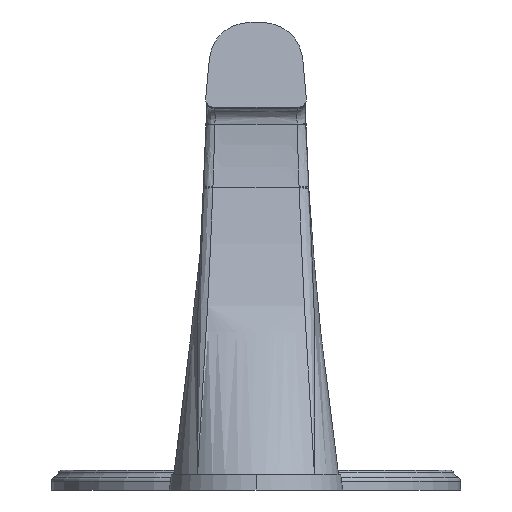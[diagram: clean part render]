
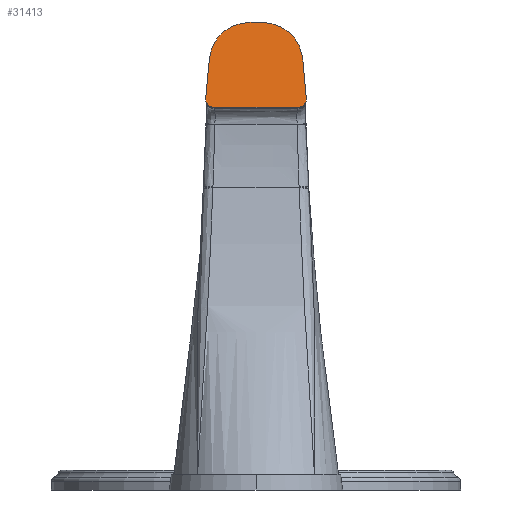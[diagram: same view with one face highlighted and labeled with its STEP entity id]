
A CAD part, front view. The second image highlights one B-rep face of the part: STEP entity #31413.
In plain terms, the highlighted planar face has unit normal (0, -0.985, 0.174).
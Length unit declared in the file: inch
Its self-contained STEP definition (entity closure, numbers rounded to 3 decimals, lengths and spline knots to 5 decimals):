
#30202=CARTESIAN_POINT('',(0.79793,-8.62768,
6.20833));
#30203=CARTESIAN_POINT('',(0.79196,-8.61571,
6.27621));
#30204=CARTESIAN_POINT('',(0.77996,-8.59267,
6.40689));
#30205=CARTESIAN_POINT('',(0.76368,-8.56127,
6.58497));
#30206=CARTESIAN_POINT('',(0.75422,-8.54144,
6.69743));
#30207=CARTESIAN_POINT('',(0.75,-8.53188,6.75164));
#30217=CARTESIAN_POINT('',(-0.75,-8.53188,6.75164));
#30218=CARTESIAN_POINT('',(-0.74806,-8.52578,
6.78626));
#30219=CARTESIAN_POINT('',(-0.74132,-8.51431,6.85131));
#30220=CARTESIAN_POINT('',(-0.72442,-8.49947,
6.93547));
#30221=CARTESIAN_POINT('',(-0.70191,-8.48648,
7.00912));
#30222=CARTESIAN_POINT('',(-0.67473,-8.4751,
7.07365));
#30223=CARTESIAN_POINT('',(-0.64301,-8.46495,
7.13122));
#30224=CARTESIAN_POINT('',(-0.60716,-8.45592,
7.18243));
#30225=CARTESIAN_POINT('',(-0.56672,-8.44778,
7.22862));
#30226=CARTESIAN_POINT('',(-0.52173,-8.44048,
7.26999));
#30227=CARTESIAN_POINT('',(-0.47116,-8.4339,
7.30733));
#30228=CARTESIAN_POINT('',(-0.4145,-8.42805,
7.34053));
#30229=CARTESIAN_POINT('',(-0.35042,-8.42292,
7.36963));
#30230=CARTESIAN_POINT('',(-0.27892,-8.41866,
7.39379));
#30231=CARTESIAN_POINT('',(-0.19759,-8.41529,
7.41289));
#30232=CARTESIAN_POINT('',(-0.10284,-8.41301,
7.42579));
#30233=CARTESIAN_POINT('',(0.,-8.41224,
7.43014));
#30234=CARTESIAN_POINT('',(0.10285,-8.41301,
7.42579));
#30235=CARTESIAN_POINT('',(0.1976,-8.41529,
7.41289));
#30236=CARTESIAN_POINT('',(0.27892,-8.41865,
7.39379));
#30237=CARTESIAN_POINT('',(0.35043,-8.42292,
7.36963));
#30238=CARTESIAN_POINT('',(0.4145,-8.42805,
7.34053));
#30239=CARTESIAN_POINT('',(0.47116,-8.4339,
7.30733));
#30240=CARTESIAN_POINT('',(0.52173,-8.44048,
7.26999));
#30241=CARTESIAN_POINT('',(0.56672,-8.44778,
7.22863));
#30242=CARTESIAN_POINT('',(0.60716,-8.45592,
7.18243));
#30243=CARTESIAN_POINT('',(0.64301,-8.46495,
7.13122));
#30244=CARTESIAN_POINT('',(0.67473,-8.4751,
7.07366));
#30245=CARTESIAN_POINT('',(0.70191,-8.48648,
7.00913));
#30246=CARTESIAN_POINT('',(0.72442,-8.49947,
6.93547));
#30247=CARTESIAN_POINT('',(0.74132,-8.51431,
6.85131));
#30248=CARTESIAN_POINT('',(0.74806,-8.52578,
6.78626));
#30249=CARTESIAN_POINT('',(0.75,-8.53188,6.75164));
#30259=CARTESIAN_POINT('',(-0.79793,-8.62768,
6.20833));
#30260=CARTESIAN_POINT('',(-0.79196,-8.61571,
6.27621));
#30261=CARTESIAN_POINT('',(-0.77996,-8.59267,
6.40689));
#30262=CARTESIAN_POINT('',(-0.76368,-8.56127,
6.58497));
#30263=CARTESIAN_POINT('',(-0.75422,-8.54144,
6.69743));
#30264=CARTESIAN_POINT('',(-0.75,-8.53188,6.75164));
#30274=CARTESIAN_POINT('',(-0.79793,-8.62768,
6.20833));
#30275=CARTESIAN_POINT('',(-0.79848,-8.62878,
6.2021));
#30276=CARTESIAN_POINT('',(-0.79861,-8.63096,
6.18974));
#30277=CARTESIAN_POINT('',(-0.79599,-8.63419,
6.17141));
#30278=CARTESIAN_POINT('',(-0.79057,-8.63734,
6.15356));
#30279=CARTESIAN_POINT('',(-0.78253,-8.64029,
6.13681));
#30280=CARTESIAN_POINT('',(-0.77196,-8.64302,
6.12133));
#30281=CARTESIAN_POINT('',(-0.75921,-8.64543,
6.10766));
#30282=CARTESIAN_POINT('',(-0.74441,-8.6475,
6.09594));
#30283=CARTESIAN_POINT('',(-0.72807,-8.64915,
6.08658));
#30284=CARTESIAN_POINT('',(-0.71038,-8.65036,
6.0797));
#30285=CARTESIAN_POINT('',(-0.69186,-8.6511,
6.07552));
#30286=CARTESIAN_POINT('',(-0.67928,-8.65127,
6.07458));
#30287=CARTESIAN_POINT('',(-0.67291,-8.65127,
6.07458));
#30308=DIRECTION('',(-1.,0.,0.));
#30309=VECTOR('',#30308,1.34581);
#30310=CARTESIAN_POINT('',(0.67291,-8.65127,
6.07458));
#30311=LINE('',#30310,#30309);
#30312=CARTESIAN_POINT('',(0.67291,-8.65127,
6.07458));
#30313=CARTESIAN_POINT('',(0.67928,-8.65127,
6.07458));
#30314=CARTESIAN_POINT('',(0.69186,-8.6511,
6.07552));
#30315=CARTESIAN_POINT('',(0.71038,-8.65036,
6.0797));
#30316=CARTESIAN_POINT('',(0.72807,-8.64915,
6.08658));
#30317=CARTESIAN_POINT('',(0.74441,-8.6475,
6.09594));
#30318=CARTESIAN_POINT('',(0.75921,-8.64543,
6.10766));
#30319=CARTESIAN_POINT('',(0.77196,-8.64302,
6.12133));
#30320=CARTESIAN_POINT('',(0.78253,-8.64029,
6.13681));
#30321=CARTESIAN_POINT('',(0.79057,-8.63734,
6.15356));
#30322=CARTESIAN_POINT('',(0.79599,-8.63419,
6.17141));
#30323=CARTESIAN_POINT('',(0.79861,-8.63096,
6.18974));
#30324=CARTESIAN_POINT('',(0.79848,-8.62878,
6.2021));
#30325=CARTESIAN_POINT('',(0.79793,-8.62768,
6.20833));
#30962=VERTEX_POINT('',#30217);
#30963=VERTEX_POINT('',#30249);
#30964=CARTESIAN_POINT('',(0.67291,-8.65127,
6.07458));
#30965=CARTESIAN_POINT('',(-0.67291,-8.65127,
6.07458));
#30966=VERTEX_POINT('',#30964);
#30967=VERTEX_POINT('',#30965);
#30968=VERTEX_POINT('',#30325);
#30969=VERTEX_POINT('',#30274);
#31395=CARTESIAN_POINT('',(0.76231,-8.65127,
6.07458));
#31396=DIRECTION('',(0.,-0.985,0.174));
#31397=DIRECTION('',(0.,0.174,0.985));
#31398=AXIS2_PLACEMENT_3D('',#31395,#31396,#31397);
#31399=PLANE('',#31398);
#31401=ORIENTED_EDGE('',*,*,#31400,.T.);
#31402=ORIENTED_EDGE('',*,*,#31372,.F.);
#31404=ORIENTED_EDGE('',*,*,#31403,.F.);
#31406=ORIENTED_EDGE('',*,*,#31405,.T.);
#31408=ORIENTED_EDGE('',*,*,#31407,.F.);
#31410=ORIENTED_EDGE('',*,*,#31409,.T.);
#31411=EDGE_LOOP('',(#31401,#31402,#31404,#31406,#31408,#31410));
#31412=FACE_OUTER_BOUND('',#31411,.F.);
#31413=ADVANCED_FACE('',(#31412),#31399,.T.);
#30208=B_SPLINE_CURVE_WITH_KNOTS('',3,(#30202,#30203,#30204,#30205,#30206,
#30207),.UNSPECIFIED.,.F.,.F.,(4,1,1,4),(0.,0.33333,
0.66667,1.),.UNSPECIFIED.);
#30250=B_SPLINE_CURVE_WITH_KNOTS('',3,(#30217,#30218,#30219,#30220,#30221,
#30222,#30223,#30224,#30225,#30226,#30227,#30228,#30229,#30230,#30231,#30232,
#30233,#30234,#30235,#30236,#30237,#30238,#30239,#30240,#30241,#30242,#30243,
#30244,#30245,#30246,#30247,#30248,#30249),.UNSPECIFIED.,.F.,.F.,(4,1,1,1,1,1,1,
1,1,1,1,1,1,1,1,1,1,1,1,1,1,1,1,1,1,1,1,1,1,1,4),(0.,0.03333,
0.06667,0.1,0.13333,0.16667,0.2,
0.23333,0.26667,0.3,0.33333,0.36667,
0.4,0.43333,0.46667,0.5,0.53333,
0.56667,0.6,0.63333,0.66667,0.7,
0.73333,0.76667,0.8,0.83333,0.86667,
0.9,0.93333,0.96667,1.),.UNSPECIFIED.);
#30265=B_SPLINE_CURVE_WITH_KNOTS('',3,(#30259,#30260,#30261,#30262,#30263,
#30264),.UNSPECIFIED.,.F.,.F.,(4,1,1,4),(0.,0.33333,
0.66667,1.),.UNSPECIFIED.);
#30288=B_SPLINE_CURVE_WITH_KNOTS('',3,(#30274,#30275,#30276,#30277,#30278,
#30279,#30280,#30281,#30282,#30283,#30284,#30285,#30286,#30287),.UNSPECIFIED.,
.F.,.F.,(4,1,1,1,1,1,1,1,1,1,1,4),(0.,0.09091,0.18182,
0.27273,0.36364,0.45455,0.54545,
0.63636,0.72727,0.81818,0.90909,1.),
.UNSPECIFIED.);
#30326=B_SPLINE_CURVE_WITH_KNOTS('',3,(#30312,#30313,#30314,#30315,#30316,
#30317,#30318,#30319,#30320,#30321,#30322,#30323,#30324,#30325),.UNSPECIFIED.,
.F.,.F.,(4,1,1,1,1,1,1,1,1,1,1,4),(0.,0.09091,0.18182,
0.27273,0.36364,0.45455,0.54545,
0.63636,0.72727,0.81818,0.90909,1.),
.UNSPECIFIED.);
#31372=EDGE_CURVE('',#30968,#30963,#30208,.T.);
#31400=EDGE_CURVE('',#30962,#30963,#30250,.T.);
#31403=EDGE_CURVE('',#30966,#30968,#30326,.T.);
#31405=EDGE_CURVE('',#30966,#30967,#30311,.T.);
#31407=EDGE_CURVE('',#30969,#30967,#30288,.T.);
#31409=EDGE_CURVE('',#30969,#30962,#30265,.T.);
